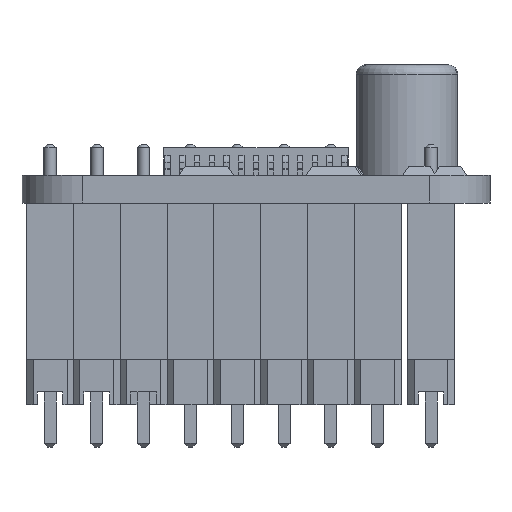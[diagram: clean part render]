
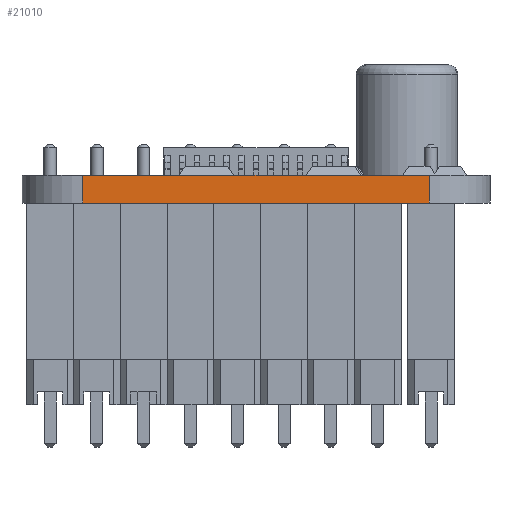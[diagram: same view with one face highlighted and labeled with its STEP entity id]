
A CAD part, front view. The second image highlights one B-rep face of the part: STEP entity #21010.
In plain terms, the highlighted planar face has unit normal (0, -1, 0).
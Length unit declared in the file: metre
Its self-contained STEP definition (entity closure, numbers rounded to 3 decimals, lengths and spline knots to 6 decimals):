
#1741=LINE('',#36476,#3810);
#1742=LINE('',#36480,#3811);
#1743=LINE('',#36482,#3812);
#1744=LINE('',#36484,#3813);
#3810=VECTOR('',#30810,1.);
#3811=VECTOR('',#30815,1.);
#3812=VECTOR('',#30816,1.);
#3813=VECTOR('',#30817,1.);
#5869=PLANE('',#28821);
#7887=ORIENTED_EDGE('',*,*,#13159,.T.);
#7888=ORIENTED_EDGE('',*,*,#13160,.F.);
#7889=ORIENTED_EDGE('',*,*,#13161,.F.);
#7890=ORIENTED_EDGE('',*,*,#13157,.T.);
#13157=EDGE_CURVE('',#15792,#15791,#1741,.T.);
#13159=EDGE_CURVE('',#15791,#15793,#1742,.T.);
#13160=EDGE_CURVE('',#15794,#15793,#1743,.T.);
#13161=EDGE_CURVE('',#15792,#15794,#1744,.T.);
#15791=VERTEX_POINT('',#36475);
#15792=VERTEX_POINT('',#36477);
#15793=VERTEX_POINT('',#36481);
#15794=VERTEX_POINT('',#36483);
#17844=EDGE_LOOP('',(#7887,#7888,#7889,#7890));
#19353=FACE_BOUND('',#17844,.T.);
#21010=ADVANCED_FACE('',(#19353),#5869,.F.);
#28821=AXIS2_PLACEMENT_3D('',#36479,#30813,#30814);
#30810=DIRECTION('',(0.,0.,-1.));
#30813=DIRECTION('',(0.,1.,0.));
#30814=DIRECTION('',(-1.,0.,0.));
#30815=DIRECTION('',(1.,0.,0.));
#30816=DIRECTION('',(0.,0.,-1.));
#30817=DIRECTION('',(1.,0.,0.));
#36475=CARTESIAN_POINT('',(-0.0094,-0.03125,0.));
#36476=CARTESIAN_POINT('',(-0.0094,-0.03125,0.0015));
#36477=CARTESIAN_POINT('',(-0.0094,-0.03125,0.0015));
#36479=CARTESIAN_POINT('',(-0.0094,-0.03125,0.0015));
#36480=CARTESIAN_POINT('',(-0.0094,-0.03125,0.));
#36481=CARTESIAN_POINT('',(0.0094,-0.03125,0.));
#36482=CARTESIAN_POINT('',(0.0094,-0.03125,0.0015));
#36483=CARTESIAN_POINT('',(0.0094,-0.03125,0.0015));
#36484=CARTESIAN_POINT('',(-0.0094,-0.03125,0.0015));
